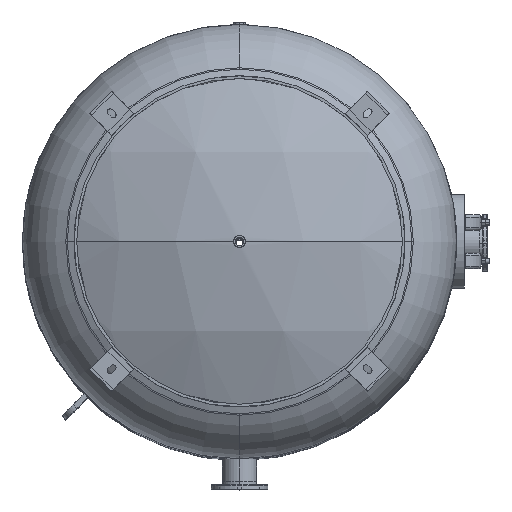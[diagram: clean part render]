
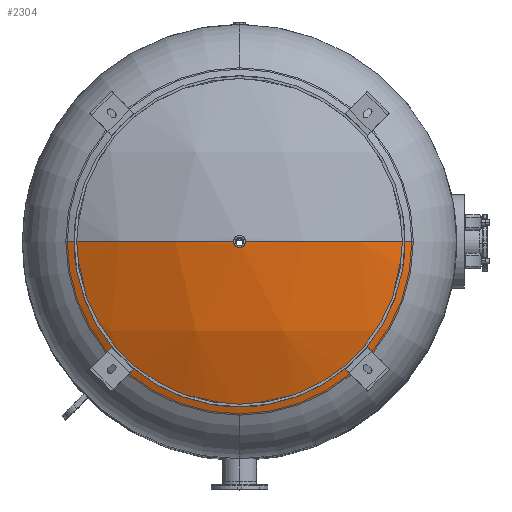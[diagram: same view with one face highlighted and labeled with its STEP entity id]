
A CAD part, top view. The second image highlights one B-rep face of the part: STEP entity #2304.
In plain terms, the highlighted spherical face has radius 1920.24 mm.
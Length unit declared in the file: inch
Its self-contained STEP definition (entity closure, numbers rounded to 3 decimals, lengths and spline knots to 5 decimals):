
#982 = DIRECTION ( 'NONE',  ( 0., 1., 0. ) ) ;
#1118 = VERTEX_POINT ( 'NONE', #8305 ) ;
#1134 = DIRECTION ( 'NONE',  ( 0., 0., -1. ) ) ;
#1552 = EDGE_CURVE ( 'NONE', #3679, #13816, #4781, .T. ) ;
#1892 = DIRECTION ( 'NONE',  ( 0., 0., 1. ) ) ;
#2211 = AXIS2_PLACEMENT_3D ( 'NONE', #17037, #22278, #982 ) ;
#2304 = ADVANCED_FACE ( 'NONE', ( #21457 ), #22454, .T. ) ;
#3679 = VERTEX_POINT ( 'NONE', #9067 ) ;
#3694 = ORIENTED_EDGE ( 'NONE', *, *, #8991, .F. ) ;
#3983 = CARTESIAN_POINT ( 'NONE',  ( -33.6, 0., 63.31047 ) ) ;
#4119 = AXIS2_PLACEMENT_3D ( 'NONE', #5064, #1892, #6692 ) ;
#4216 = ORIENTED_EDGE ( 'NONE', *, *, #1552, .F. ) ;
#4479 = AXIS2_PLACEMENT_3D ( 'NONE', #6446, #8226, #13561 ) ;
#4529 = CARTESIAN_POINT ( 'NONE',  ( -1.1875, 0., 71.17817 ) ) ;
#4687 = CIRCLE ( 'NONE', #10721, 75.6 ) ;
#4743 = DIRECTION ( 'NONE',  ( 0., 1., 0. ) ) ;
#4781 = CIRCLE ( 'NONE', #9296, 75.6 ) ;
#4874 = EDGE_CURVE ( 'NONE', #1118, #7516, #12965, .T. ) ;
#5064 = CARTESIAN_POINT ( 'NONE',  ( 0., 0., 71.17817 ) ) ;
#5945 = VERTEX_POINT ( 'NONE', #4529 ) ;
#6412 = DIRECTION ( 'NONE',  ( 0., 1., 0. ) ) ;
#6446 = CARTESIAN_POINT ( 'NONE',  ( 0., 0., -4.4125 ) ) ;
#6636 = ORIENTED_EDGE ( 'NONE', *, *, #7857, .F. ) ;
#6692 = DIRECTION ( 'NONE',  ( 0., 1., 0. ) ) ;
#7083 = CARTESIAN_POINT ( 'NONE',  ( 0., 0., -4.4125 ) ) ;
#7111 = CIRCLE ( 'NONE', #4119, 1.1875 ) ;
#7516 = VERTEX_POINT ( 'NONE', #3983 ) ;
#7857 = EDGE_CURVE ( 'NONE', #13816, #1118, #17171, .T. ) ;
#8158 = DIRECTION ( 'NONE',  ( 0., 0., 1. ) ) ;
#8226 = DIRECTION ( 'NONE',  ( 0., -1., 0. ) ) ;
#8305 = CARTESIAN_POINT ( 'NONE',  ( 0., -33.6, 63.31047 ) ) ;
#8617 = DIRECTION ( 'NONE',  ( 0., -1., 0. ) ) ;
#8991 = EDGE_CURVE ( 'NONE', #5945, #3679, #7111, .T. ) ;
#9067 = CARTESIAN_POINT ( 'NONE',  ( 1.1875, 0., 71.17817 ) ) ;
#9296 = AXIS2_PLACEMENT_3D ( 'NONE', #20316, #4743, #8158 ) ;
#9499 = ORIENTED_EDGE ( 'NONE', *, *, #4874, .F. ) ;
#9845 = CARTESIAN_POINT ( 'NONE',  ( 0., 0., 63.31047 ) ) ;
#10721 = AXIS2_PLACEMENT_3D ( 'NONE', #7083, #8617, #11980 ) ;
#11279 = EDGE_LOOP ( 'NONE', ( #3694, #14536, #9499, #6636, #4216 ) ) ;
#11980 = DIRECTION ( 'NONE',  ( 1., 0., 0. ) ) ;
#12965 = CIRCLE ( 'NONE', #20094, 33.6 ) ;
#13561 = DIRECTION ( 'NONE',  ( 1., 0., 0. ) ) ;
#13816 = VERTEX_POINT ( 'NONE', #16314 ) ;
#14536 = ORIENTED_EDGE ( 'NONE', *, *, #14735, .T. ) ;
#14735 = EDGE_CURVE ( 'NONE', #5945, #7516, #4687, .T. ) ;
#16314 = CARTESIAN_POINT ( 'NONE',  ( 33.6, 0., 63.31047 ) ) ;
#17037 = CARTESIAN_POINT ( 'NONE',  ( 0., 0., 63.31047 ) ) ;
#17171 = CIRCLE ( 'NONE', #2211, 33.6 ) ;
#20094 = AXIS2_PLACEMENT_3D ( 'NONE', #9845, #1134, #6412 ) ;
#20316 = CARTESIAN_POINT ( 'NONE',  ( 0., 0., -4.4125 ) ) ;
#21457 = FACE_OUTER_BOUND ( 'NONE', #11279, .T. ) ;
#22278 = DIRECTION ( 'NONE',  ( 0., 0., -1. ) ) ;
#22454 = SPHERICAL_SURFACE ( 'NONE', #4479, 75.6 ) ;
